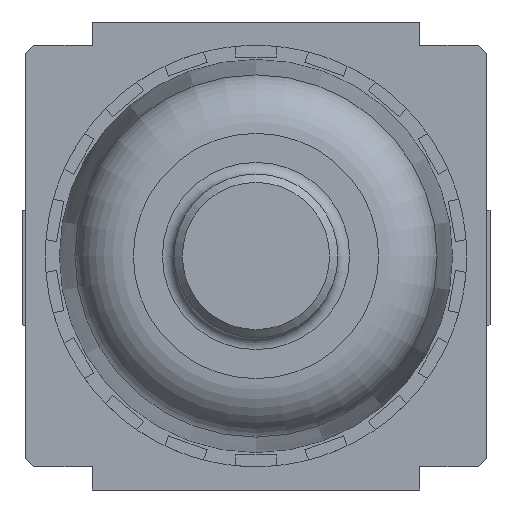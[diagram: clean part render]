
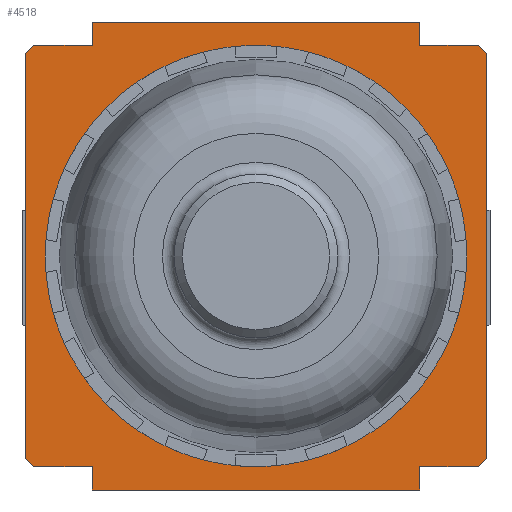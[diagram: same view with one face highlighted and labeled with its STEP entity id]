
A CAD part, front view. The second image highlights one B-rep face of the part: STEP entity #4518.
In plain terms, the highlighted planar face has unit normal (0, -1, 0).
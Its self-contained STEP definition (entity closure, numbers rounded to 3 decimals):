
#54=PLANE('',#4843);
#422=LINE('',#6976,#909);
#430=LINE('',#6993,#917);
#437=LINE('',#7005,#924);
#442=LINE('',#7016,#929);
#450=LINE('',#7029,#937);
#456=LINE('',#7042,#943);
#457=LINE('',#7046,#944);
#458=LINE('',#7048,#945);
#459=LINE('',#7050,#946);
#460=LINE('',#7052,#947);
#461=LINE('',#7054,#948);
#462=LINE('',#7056,#949);
#463=LINE('',#7057,#950);
#464=LINE('',#7059,#951);
#465=LINE('',#7061,#952);
#466=LINE('',#7063,#953);
#909=VECTOR('',#5471,1000.);
#917=VECTOR('',#5481,1000.);
#924=VECTOR('',#5494,1000.);
#929=VECTOR('',#5501,1000.);
#937=VECTOR('',#5511,1000.);
#943=VECTOR('',#5523,1000.);
#944=VECTOR('',#5528,1000.);
#945=VECTOR('',#5529,1000.);
#946=VECTOR('',#5530,1000.);
#947=VECTOR('',#5531,1000.);
#948=VECTOR('',#5532,1000.);
#949=VECTOR('',#5533,1000.);
#950=VECTOR('',#5534,1000.);
#951=VECTOR('',#5535,1000.);
#952=VECTOR('',#5536,1000.);
#953=VECTOR('',#5537,1000.);
#1289=CIRCLE('',#4844,18.);
#1696=ORIENTED_EDGE('',*,*,#2979,.F.);
#1697=ORIENTED_EDGE('',*,*,#2980,.F.);
#1698=ORIENTED_EDGE('',*,*,#2950,.F.);
#1699=ORIENTED_EDGE('',*,*,#2958,.F.);
#1700=ORIENTED_EDGE('',*,*,#2942,.T.);
#1701=ORIENTED_EDGE('',*,*,#2981,.F.);
#1702=ORIENTED_EDGE('',*,*,#2982,.F.);
#1703=ORIENTED_EDGE('',*,*,#2983,.F.);
#1704=ORIENTED_EDGE('',*,*,#2984,.F.);
#1705=ORIENTED_EDGE('',*,*,#2985,.F.);
#1706=ORIENTED_EDGE('',*,*,#2963,.T.);
#1707=ORIENTED_EDGE('',*,*,#2978,.T.);
#1708=ORIENTED_EDGE('',*,*,#2971,.F.);
#1709=ORIENTED_EDGE('',*,*,#2986,.F.);
#1710=ORIENTED_EDGE('',*,*,#2987,.F.);
#1711=ORIENTED_EDGE('',*,*,#2988,.F.);
#1712=ORIENTED_EDGE('',*,*,#2989,.F.);
#2942=EDGE_CURVE('',#3576,#3575,#422,.T.);
#2950=EDGE_CURVE('',#3583,#3584,#430,.T.);
#2958=EDGE_CURVE('',#3576,#3583,#437,.T.);
#2963=EDGE_CURVE('',#3591,#3590,#442,.T.);
#2971=EDGE_CURVE('',#3594,#3595,#450,.T.);
#2978=EDGE_CURVE('',#3590,#3595,#456,.T.);
#2979=EDGE_CURVE('',#3599,#3599,#1289,.F.);
#2980=EDGE_CURVE('',#3584,#3600,#457,.T.);
#2981=EDGE_CURVE('',#3601,#3575,#458,.T.);
#2982=EDGE_CURVE('',#3602,#3601,#459,.T.);
#2983=EDGE_CURVE('',#3603,#3602,#460,.T.);
#2984=EDGE_CURVE('',#3604,#3603,#461,.T.);
#2985=EDGE_CURVE('',#3591,#3604,#462,.T.);
#2986=EDGE_CURVE('',#3605,#3594,#463,.T.);
#2987=EDGE_CURVE('',#3606,#3605,#464,.T.);
#2988=EDGE_CURVE('',#3607,#3606,#465,.T.);
#2989=EDGE_CURVE('',#3600,#3607,#466,.T.);
#3575=VERTEX_POINT('',#6975);
#3576=VERTEX_POINT('',#6977);
#3583=VERTEX_POINT('',#6992);
#3584=VERTEX_POINT('',#6994);
#3590=VERTEX_POINT('',#7015);
#3591=VERTEX_POINT('',#7017);
#3594=VERTEX_POINT('',#7028);
#3595=VERTEX_POINT('',#7030);
#3599=VERTEX_POINT('',#7045);
#3600=VERTEX_POINT('',#7047);
#3601=VERTEX_POINT('',#7049);
#3602=VERTEX_POINT('',#7051);
#3603=VERTEX_POINT('',#7053);
#3604=VERTEX_POINT('',#7055);
#3605=VERTEX_POINT('',#7058);
#3606=VERTEX_POINT('',#7060);
#3607=VERTEX_POINT('',#7062);
#3905=EDGE_LOOP('',(#1696));
#3906=EDGE_LOOP('',(#1697,#1698,#1699,#1700,#1701,#1702,#1703,#1704,#1705,
#1706,#1707,#1708,#1709,#1710,#1711,#1712));
#4208=FACE_BOUND('',#3905,.T.);
#4209=FACE_BOUND('',#3906,.T.);
#4518=ADVANCED_FACE('',(#4208,#4209),#54,.F.);
#4843=AXIS2_PLACEMENT_3D('',#7043,#5524,#5525);
#4844=AXIS2_PLACEMENT_3D('',#7044,#5526,#5527);
#5471=DIRECTION('',(0.,0.,-1.));
#5481=DIRECTION('',(0.,0.,-1.));
#5494=DIRECTION('',(1.,0.,0.));
#5501=DIRECTION('',(0.,0.,-1.));
#5511=DIRECTION('',(0.,0.,-1.));
#5523=DIRECTION('',(1.,0.,0.));
#5524=DIRECTION('',(0.,1.,0.));
#5525=DIRECTION('',(0.,0.,1.));
#5526=DIRECTION('',(0.,1.,0.));
#5527=DIRECTION('',(0.,0.,1.));
#5528=DIRECTION('',(1.,0.,0.));
#5529=DIRECTION('',(1.,0.,0.));
#5530=DIRECTION('',(0.707,0.,0.707));
#5531=DIRECTION('',(0.,0.,1.));
#5532=DIRECTION('',(-0.707,0.,0.707));
#5533=DIRECTION('',(-1.,0.,0.));
#5534=DIRECTION('',(-1.,0.,0.));
#5535=DIRECTION('',(-0.707,0.,-0.707));
#5536=DIRECTION('',(0.,0.,-1.));
#5537=DIRECTION('',(0.707,0.,-0.707));
#6975=CARTESIAN_POINT('',(-14.,0.,18.));
#6976=CARTESIAN_POINT('',(-14.,0.,20.));
#6977=CARTESIAN_POINT('',(-14.,0.,20.));
#6992=CARTESIAN_POINT('',(14.,0.,20.));
#6993=CARTESIAN_POINT('',(14.,0.,20.));
#6994=CARTESIAN_POINT('',(14.,0.,18.));
#7005=CARTESIAN_POINT('',(-14.,0.,20.));
#7015=CARTESIAN_POINT('',(-14.,0.,-20.));
#7016=CARTESIAN_POINT('',(-14.,0.,20.));
#7017=CARTESIAN_POINT('',(-14.,0.,-18.));
#7028=CARTESIAN_POINT('',(14.,0.,-18.));
#7029=CARTESIAN_POINT('',(14.,0.,20.));
#7030=CARTESIAN_POINT('',(14.,0.,-20.));
#7042=CARTESIAN_POINT('',(-14.,0.,-20.));
#7043=CARTESIAN_POINT('',(-14.,0.,20.));
#7044=CARTESIAN_POINT('',(0.,0.,0.));
#7045=CARTESIAN_POINT('',(0.,0.,18.));
#7046=CARTESIAN_POINT('',(-18.993,0.,18.));
#7047=CARTESIAN_POINT('',(18.993,0.,18.));
#7048=CARTESIAN_POINT('',(-18.993,0.,18.));
#7049=CARTESIAN_POINT('',(-18.993,0.,18.));
#7050=CARTESIAN_POINT('',(-19.7,0.,17.293));
#7051=CARTESIAN_POINT('',(-19.7,0.,17.293));
#7052=CARTESIAN_POINT('',(-19.7,0.,-17.293));
#7053=CARTESIAN_POINT('',(-19.7,0.,-17.293));
#7054=CARTESIAN_POINT('',(-18.993,0.,-18.));
#7055=CARTESIAN_POINT('',(-18.993,0.,-18.));
#7056=CARTESIAN_POINT('',(18.993,0.,-18.));
#7057=CARTESIAN_POINT('',(18.993,0.,-18.));
#7058=CARTESIAN_POINT('',(18.993,0.,-18.));
#7059=CARTESIAN_POINT('',(19.7,0.,-17.293));
#7060=CARTESIAN_POINT('',(19.7,0.,-17.293));
#7061=CARTESIAN_POINT('',(19.7,0.,17.293));
#7062=CARTESIAN_POINT('',(19.7,0.,17.293));
#7063=CARTESIAN_POINT('',(18.993,0.,18.));
